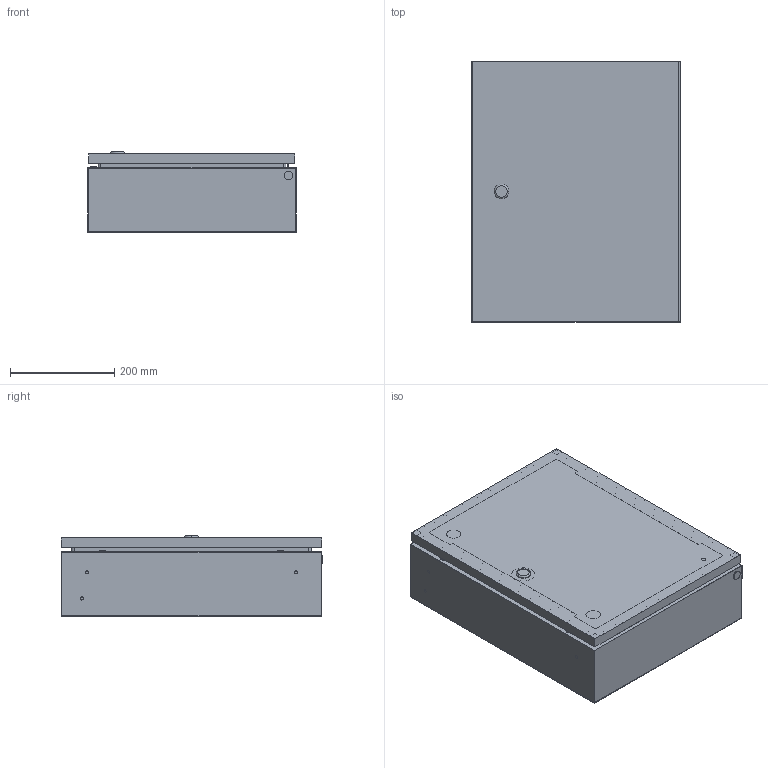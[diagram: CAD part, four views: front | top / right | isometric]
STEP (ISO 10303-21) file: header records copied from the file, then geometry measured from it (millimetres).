
FILE_DESCRIPTION (( 'STEP AP214' ), '1' );
FILE_NAME ('TI5-10-N-050-040-015-66.STEP', '2023-05-10T04:42:23', ( '' ), ( '' ), 'SwSTEP 2.0', 'SolidWorks 2022', '' );
FILE_SCHEMA (( 'AUTOMOTIVE_DESIGN' ));
Length unit declared in the file: millimetre
Products named in the file (4): Панель_500х400; Дверь_500x400; TI5-10-N-050-040-015-66; Оболочка_500х400х150
Assembly tree (3 placements, depth 2):
  TI5-10-N-050-040-015-66
    Оболочка_500х400х150
    Дверь_500x400
    Панель_500х400
Bounding box: 400 x 502 x 154.1 mm (x, y, z)
Volume: 1471434 mm3; surface area: 1889103.2 mm2
Topology: 3 solids, 3 shells, 342 faces, 848 edges, 547 vertices
Faces by surface type: plane 194, cylinder 130, torus 10, cone 8
Entity records: 10768 total; most frequent: CARTESIAN_POINT 2139, DIRECTION 1810, ORIENTED_EDGE 1696, EDGE_CURVE 848, AXIS2_PLACEMENT_3D 626, VECTOR 558, LINE 558, VERTEX_POINT 547
